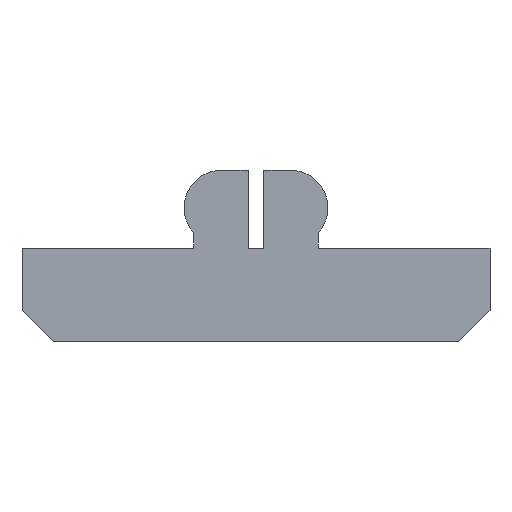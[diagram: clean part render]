
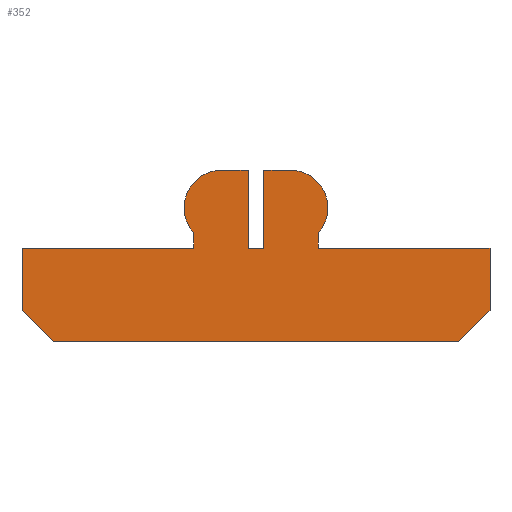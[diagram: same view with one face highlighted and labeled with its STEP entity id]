
A CAD part, front view. The second image highlights one B-rep face of the part: STEP entity #352.
In plain terms, the highlighted planar face has unit normal (0, -1, 0).
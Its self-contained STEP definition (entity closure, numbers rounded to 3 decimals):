
#15=CIRCLE('',#375,2.4);
#17=CIRCLE('',#383,2.4);
#36=FACE_OUTER_BOUND('',#54,.T.);
#54=EDGE_LOOP('',(#297,#298,#299,#300,#301,#302,#303,#304,#305,#306,#307,
#308,#309,#310,#311,#312));
#57=LINE('',#485,#101);
#61=LINE('',#494,#105);
#67=LINE('',#507,#111);
#69=LINE('',#511,#113);
#72=LINE('',#517,#116);
#76=LINE('',#529,#120);
#79=LINE('',#535,#123);
#82=LINE('',#541,#126);
#85=LINE('',#547,#129);
#88=LINE('',#553,#132);
#92=LINE('',#565,#136);
#95=LINE('',#570,#139);
#99=LINE('',#576,#143);
#100=LINE('',#577,#144);
#101=VECTOR('',#395,1000.);
#105=VECTOR('',#401,1000.);
#111=VECTOR('',#409,1000.);
#113=VECTOR('',#413,1000.);
#116=VECTOR('',#418,1000.);
#120=VECTOR('',#430,1000.);
#123=VECTOR('',#435,1000.);
#126=VECTOR('',#440,1000.);
#129=VECTOR('',#445,1000.);
#132=VECTOR('',#450,1000.);
#136=VECTOR('',#462,1000.);
#139=VECTOR('',#467,1000.);
#143=VECTOR('',#475,1000.);
#144=VECTOR('',#476,1000.);
#145=VERTEX_POINT('',#483);
#146=VERTEX_POINT('',#484);
#149=VERTEX_POINT('',#492);
#150=VERTEX_POINT('',#493);
#155=VERTEX_POINT('',#504);
#156=VERTEX_POINT('',#506);
#157=VERTEX_POINT('',#510);
#159=VERTEX_POINT('',#516);
#161=VERTEX_POINT('',#522);
#163=VERTEX_POINT('',#528);
#165=VERTEX_POINT('',#534);
#167=VERTEX_POINT('',#540);
#169=VERTEX_POINT('',#546);
#171=VERTEX_POINT('',#552);
#173=VERTEX_POINT('',#558);
#175=VERTEX_POINT('',#564);
#177=EDGE_CURVE('',#145,#146,#57,.T.);
#181=EDGE_CURVE('',#149,#150,#61,.T.);
#187=EDGE_CURVE('',#155,#156,#67,.T.);
#189=EDGE_CURVE('',#156,#157,#69,.T.);
#192=EDGE_CURVE('',#157,#159,#72,.T.);
#195=EDGE_CURVE('',#161,#159,#15,.T.);
#198=EDGE_CURVE('',#163,#161,#76,.T.);
#201=EDGE_CURVE('',#165,#163,#79,.T.);
#204=EDGE_CURVE('',#167,#165,#82,.T.);
#207=EDGE_CURVE('',#167,#169,#85,.T.);
#210=EDGE_CURVE('',#169,#171,#88,.T.);
#213=EDGE_CURVE('',#171,#173,#17,.T.);
#216=EDGE_CURVE('',#175,#173,#92,.T.);
#219=EDGE_CURVE('',#146,#175,#95,.T.);
#223=EDGE_CURVE('',#155,#149,#99,.T.);
#224=EDGE_CURVE('',#150,#145,#100,.F.);
#297=ORIENTED_EDGE('',*,*,#187,.F.);
#298=ORIENTED_EDGE('',*,*,#223,.T.);
#299=ORIENTED_EDGE('',*,*,#181,.T.);
#300=ORIENTED_EDGE('',*,*,#224,.T.);
#301=ORIENTED_EDGE('',*,*,#177,.T.);
#302=ORIENTED_EDGE('',*,*,#219,.T.);
#303=ORIENTED_EDGE('',*,*,#216,.T.);
#304=ORIENTED_EDGE('',*,*,#213,.F.);
#305=ORIENTED_EDGE('',*,*,#210,.F.);
#306=ORIENTED_EDGE('',*,*,#207,.F.);
#307=ORIENTED_EDGE('',*,*,#204,.T.);
#308=ORIENTED_EDGE('',*,*,#201,.T.);
#309=ORIENTED_EDGE('',*,*,#198,.T.);
#310=ORIENTED_EDGE('',*,*,#195,.T.);
#311=ORIENTED_EDGE('',*,*,#192,.F.);
#312=ORIENTED_EDGE('',*,*,#189,.F.);
#334=PLANE('',#388);
#352=ADVANCED_FACE('',(#36),#334,.F.);
#375=AXIS2_PLACEMENT_3D('',#523,#423,#424);
#383=AXIS2_PLACEMENT_3D('',#559,#455,#456);
#388=AXIS2_PLACEMENT_3D('',#575,#473,#474);
#395=DIRECTION('',(0.,0.,1.));
#401=DIRECTION('',(1.,0.,0.));
#409=DIRECTION('',(0.,0.,1.));
#413=DIRECTION('',(1.,0.,0.));
#418=DIRECTION('',(0.,0.,1.));
#423=DIRECTION('center_axis',(0.,-1.,0.));
#424=DIRECTION('ref_axis',(0.,0.,1.));
#430=DIRECTION('',(-1.,0.,0.));
#435=DIRECTION('',(0.,0.,1.));
#440=DIRECTION('',(-1.,0.,0.));
#445=DIRECTION('',(0.,0.,1.));
#450=DIRECTION('',(1.,0.,0.));
#455=DIRECTION('center_axis',(0.,1.,0.));
#456=DIRECTION('ref_axis',(0.,0.,1.));
#462=DIRECTION('',(0.,0.,1.));
#467=DIRECTION('',(-1.,0.,0.));
#473=DIRECTION('center_axis',(0.,1.,0.));
#474=DIRECTION('ref_axis',(1.,0.,0.));
#475=DIRECTION('',(0.707,0.,-0.707));
#476=DIRECTION('',(-0.707,0.,-0.707));
#483=CARTESIAN_POINT('',(15.,-8.5,2.));
#484=CARTESIAN_POINT('',(15.,-8.5,6.));
#485=CARTESIAN_POINT('',(15.,-8.5,3.));
#492=CARTESIAN_POINT('',(-13.,-8.5,0.));
#493=CARTESIAN_POINT('',(13.,-8.5,0.));
#494=CARTESIAN_POINT('',(7.5,-8.5,0.));
#504=CARTESIAN_POINT('',(-15.,-8.5,2.));
#506=CARTESIAN_POINT('',(-15.,-8.5,6.));
#507=CARTESIAN_POINT('',(-15.,-8.5,3.));
#510=CARTESIAN_POINT('',(-4.,-8.5,6.));
#511=CARTESIAN_POINT('',(-9.5,-8.5,6.));
#516=CARTESIAN_POINT('',(-4.,-8.5,7.));
#517=CARTESIAN_POINT('',(-4.,-8.5,6.5));
#522=CARTESIAN_POINT('',(-2.211,-8.5,11.));
#523=CARTESIAN_POINT('Origin',(-2.211,-8.5,8.6));
#528=CARTESIAN_POINT('',(-0.5,-8.5,11.));
#529=CARTESIAN_POINT('',(-1.356,-8.5,11.));
#534=CARTESIAN_POINT('',(-0.5,-8.5,6.));
#535=CARTESIAN_POINT('',(-0.5,-8.5,8.5));
#540=CARTESIAN_POINT('',(0.5,-8.5,6.));
#541=CARTESIAN_POINT('',(-0.25,-8.5,6.));
#546=CARTESIAN_POINT('',(0.5,-8.5,11.));
#547=CARTESIAN_POINT('',(0.5,-8.5,8.5));
#552=CARTESIAN_POINT('',(2.211,-8.5,11.));
#553=CARTESIAN_POINT('',(1.356,-8.5,11.));
#558=CARTESIAN_POINT('',(4.,-8.5,7.));
#559=CARTESIAN_POINT('Origin',(2.211,-8.5,8.6));
#564=CARTESIAN_POINT('',(4.,-8.5,6.));
#565=CARTESIAN_POINT('',(4.,-8.5,6.5));
#570=CARTESIAN_POINT('',(9.5,-8.5,6.));
#575=CARTESIAN_POINT('Origin',(0.,-8.5,1.492));
#576=CARTESIAN_POINT('',(-15.,-8.5,2.));
#577=CARTESIAN_POINT('',(13.,-8.5,0.));
